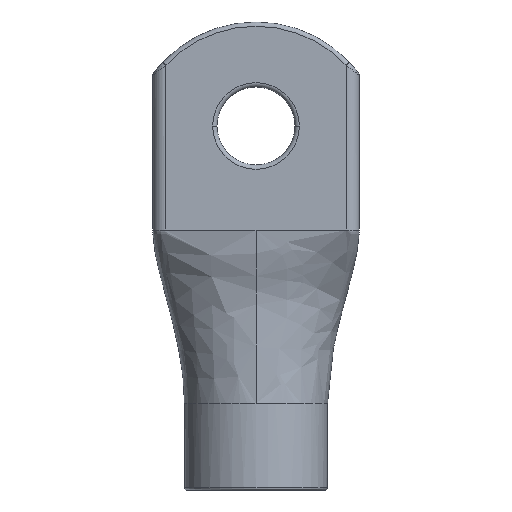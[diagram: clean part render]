
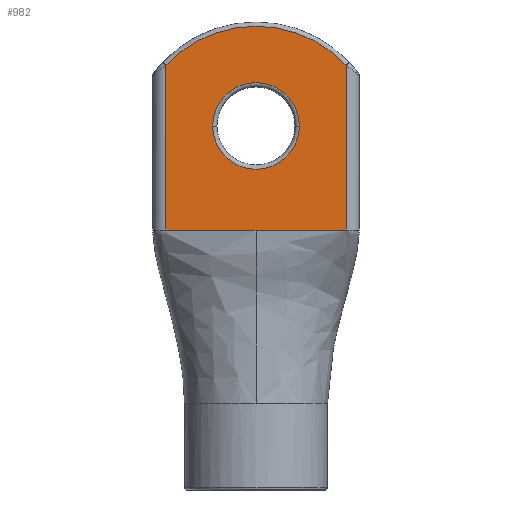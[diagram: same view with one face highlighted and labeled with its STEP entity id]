
A CAD part, front view. The second image highlights one B-rep face of the part: STEP entity #982.
In plain terms, the highlighted planar face has unit normal (0, -1, 0).
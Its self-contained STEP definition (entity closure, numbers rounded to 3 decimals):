
#270 = ORIENTED_EDGE ( 'NONE', *, *, #527, .T. ) ;
#527 = EDGE_CURVE ( 'NONE', #2840, #2532, #11463, .T. ) ;
#887 = CARTESIAN_POINT ( 'NONE',  ( -11.9, 0., 24. ) ) ;
#934 = DIRECTION ( 'NONE',  ( 0., 1., 0. ) ) ;
#982 = ADVANCED_FACE ( 'NONE', ( #7750, #3967 ), #2842, .F. ) ;
#1033 = VECTOR ( 'NONE', #9024, 1000. ) ;
#1070 = CIRCLE ( 'NONE', #6728, 5. ) ;
#1528 = CARTESIAN_POINT ( 'NONE',  ( -11.9, 0., 0. ) ) ;
#1714 = EDGE_LOOP ( 'NONE', ( #2691, #270, #11149, #9752, #8960 ) ) ;
#2022 = AXIS2_PLACEMENT_3D ( 'NONE', #887, #934, #4632 ) ;
#2137 = CARTESIAN_POINT ( 'NONE',  ( 0., 0., 9.199 ) ) ;
#2259 = EDGE_CURVE ( 'NONE', #3668, #11752, #7432, .T. ) ;
#2397 = CARTESIAN_POINT ( 'NONE',  ( -10.4, 0., 19.015 ) ) ;
#2532 = VERTEX_POINT ( 'NONE', #2397 ) ;
#2691 = ORIENTED_EDGE ( 'NONE', *, *, #11166, .T. ) ;
#2833 = LINE ( 'NONE', #11446, #4001 ) ;
#2840 = VERTEX_POINT ( 'NONE', #9121 ) ;
#2842 = PLANE ( 'NONE',  #2022 ) ;
#3394 = LINE ( 'NONE', #9317, #6020 ) ;
#3404 = DIRECTION ( 'NONE',  ( -1., 0., 0. ) ) ;
#3668 = VERTEX_POINT ( 'NONE', #6108 ) ;
#3730 = EDGE_CURVE ( 'NONE', #2532, #4828, #5697, .T. ) ;
#3953 = ORIENTED_EDGE ( 'NONE', *, *, #10612, .T. ) ;
#3967 = FACE_OUTER_BOUND ( 'NONE', #1714, .T. ) ;
#4001 = VECTOR ( 'NONE', #6737, 1000. ) ;
#4218 = DIRECTION ( 'NONE',  ( 0., 1., 0. ) ) ;
#4517 = LINE ( 'NONE', #1528, #1033 ) ;
#4632 = DIRECTION ( 'NONE',  ( -1., 0., 0. ) ) ;
#4687 = EDGE_LOOP ( 'NONE', ( #3953, #6724 ) ) ;
#4754 = DIRECTION ( 'NONE',  ( 0., 0., 1. ) ) ;
#4828 = VERTEX_POINT ( 'NONE', #11734 ) ;
#5697 = LINE ( 'NONE', #9990, #7119 ) ;
#5795 = DIRECTION ( 'NONE',  ( -1., 0., 0. ) ) ;
#6020 = VECTOR ( 'NONE', #4754, 1000. ) ;
#6063 = AXIS2_PLACEMENT_3D ( 'NONE', #2137, #6110, #5795 ) ;
#6108 = CARTESIAN_POINT ( 'NONE',  ( 5., 0., 12. ) ) ;
#6110 = DIRECTION ( 'NONE',  ( 0., -1., 0. ) ) ;
#6423 = CARTESIAN_POINT ( 'NONE',  ( -5., 0., 12. ) ) ;
#6669 = CARTESIAN_POINT ( 'NONE',  ( 0., 0., 0. ) ) ;
#6724 = ORIENTED_EDGE ( 'NONE', *, *, #2259, .T. ) ;
#6728 = AXIS2_PLACEMENT_3D ( 'NONE', #7914, #4218, #11656 ) ;
#6737 = DIRECTION ( 'NONE',  ( 1., 0., 0. ) ) ;
#6893 = VERTEX_POINT ( 'NONE', #6669 ) ;
#7119 = VECTOR ( 'NONE', #10989, 1000. ) ;
#7247 = AXIS2_PLACEMENT_3D ( 'NONE', #8898, #8135, #3404 ) ;
#7323 = EDGE_CURVE ( 'NONE', #4828, #6893, #4517, .T. ) ;
#7432 = CIRCLE ( 'NONE', #7247, 5. ) ;
#7504 = VERTEX_POINT ( 'NONE', #8944 ) ;
#7750 = FACE_BOUND ( 'NONE', #4687, .T. ) ;
#7914 = CARTESIAN_POINT ( 'NONE',  ( 0., 0., 12. ) ) ;
#8135 = DIRECTION ( 'NONE',  ( 0., 1., 0. ) ) ;
#8898 = CARTESIAN_POINT ( 'NONE',  ( 0., 0., 12. ) ) ;
#8944 = CARTESIAN_POINT ( 'NONE',  ( 10.4, 0., 0. ) ) ;
#8960 = ORIENTED_EDGE ( 'NONE', *, *, #9305, .T. ) ;
#9024 = DIRECTION ( 'NONE',  ( 1., 0., 0. ) ) ;
#9121 = CARTESIAN_POINT ( 'NONE',  ( 10.4, 0., 19.015 ) ) ;
#9305 = EDGE_CURVE ( 'NONE', #6893, #7504, #2833, .T. ) ;
#9317 = CARTESIAN_POINT ( 'NONE',  ( 10.4, 0., 24. ) ) ;
#9752 = ORIENTED_EDGE ( 'NONE', *, *, #7323, .T. ) ;
#9990 = CARTESIAN_POINT ( 'NONE',  ( -10.4, 0., 24. ) ) ;
#10612 = EDGE_CURVE ( 'NONE', #11752, #3668, #1070, .T. ) ;
#10989 = DIRECTION ( 'NONE',  ( 0., 0., -1. ) ) ;
#11149 = ORIENTED_EDGE ( 'NONE', *, *, #3730, .T. ) ;
#11166 = EDGE_CURVE ( 'NONE', #7504, #2840, #3394, .T. ) ;
#11446 = CARTESIAN_POINT ( 'NONE',  ( -11.9, 0., 0. ) ) ;
#11463 = CIRCLE ( 'NONE', #6063, 14.301 ) ;
#11656 = DIRECTION ( 'NONE',  ( -1., 0., 0. ) ) ;
#11734 = CARTESIAN_POINT ( 'NONE',  ( -10.4, 0., 0. ) ) ;
#11752 = VERTEX_POINT ( 'NONE', #6423 ) ;
